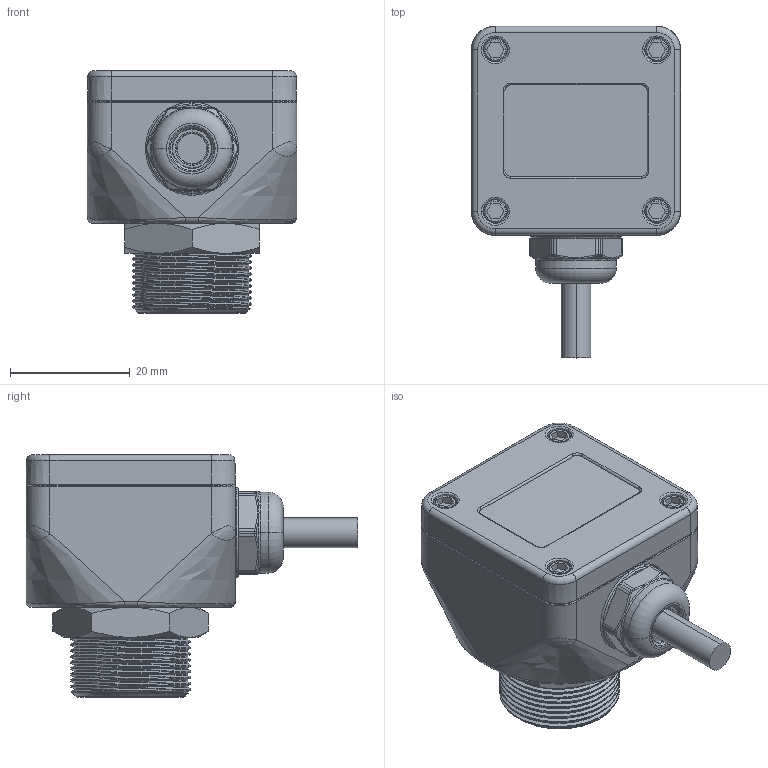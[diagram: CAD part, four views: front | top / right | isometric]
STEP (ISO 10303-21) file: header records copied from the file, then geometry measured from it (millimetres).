
FILE_DESCRIPTION((''),'2;1');
FILE_NAME('IS11-3D_ASM','2021-11-30T',('Klaus'),(''),'PRO/ENGINEER BY PARAMETRIC TECHNOLOGY CORPORATION, 2011180','PRO/ENGINEER BY PARAMETRIC TECHNOLOGY CORPORATION, 2011180','');
FILE_SCHEMA(('CONFIG_CONTROL_DESIGN'));
Length unit declared in the file: millimetre
Products named in the file (8): S270; S271; SC084; S250; S273; S251; CS005-A; IS11-3D_ASM
Assembly tree (10 placements, depth 2):
  IS11-3D_ASM
    S270
    S271
    SC084  x4
    S250
    S273
    S251
    CS005-A
Bounding box: 35 x 55.49 x 40.5 mm (x, y, z)
Volume: 19006.3 mm3; surface area: 17180.6 mm2
Topology: 11 solids, 11 shells, 1312 faces, 3308 edges, 2056 vertices
Faces by surface type: cylinder 620, torus 192, plane 181, bspline 180, cone 139
Entity records: 44472 total; most frequent: CARTESIAN_POINT 23737, ORIENTED_EDGE 4354, DIRECTION 4305, EDGE_CURVE 2177, AXIS2_PLACEMENT_3D 1769, VERTEX_POINT 1318, EDGE_LOOP 967, CIRCLE 946
